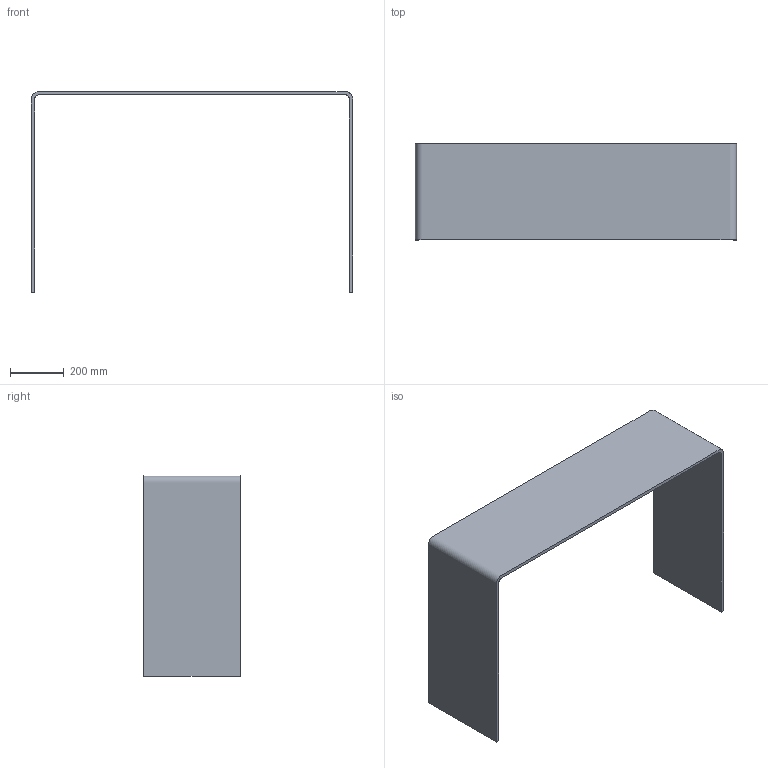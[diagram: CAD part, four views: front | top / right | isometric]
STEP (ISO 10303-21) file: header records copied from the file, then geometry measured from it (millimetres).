
FILE_DESCRIPTION(/* description */ (''),/* implementation_level */ '2;1');
FILE_NAME(/* name */ '1212 - Rialto consolle 120x36',/* time_stamp */ '2012-06-20T09:31:30+02:00',/* author */ (''),/* organization */ (''),/* preprocessor_version */ 'ST-DEVELOPER v10',/* originating_system */ '',/* authorisation */ '');
FILE_SCHEMA (('CONFIG_CONTROL_DESIGN'));
Length unit declared in the file: millimetre
Products named in the file (1): 1
Bounding box: 1200 x 360 x 750 mm (x, y, z)
Volume: 21944519.7 mm3; surface area: 1996958.2 mm2
Topology: 1 solids, 1 shells, 6 faces, 12 edges, 8 vertices
Faces by surface type: plane 4, bspline 2
Entity records: 292 total; most frequent: CARTESIAN_POINT 118, ORIENTED_EDGE 24, EDGE_CURVE 12, VERTEX_POINT 8, B_SPLINE_CURVE_WITH_KNOTS 8, DIRECTION 8, ORGANIZATION 7, PERSON_AND_ORGANIZATION 7
